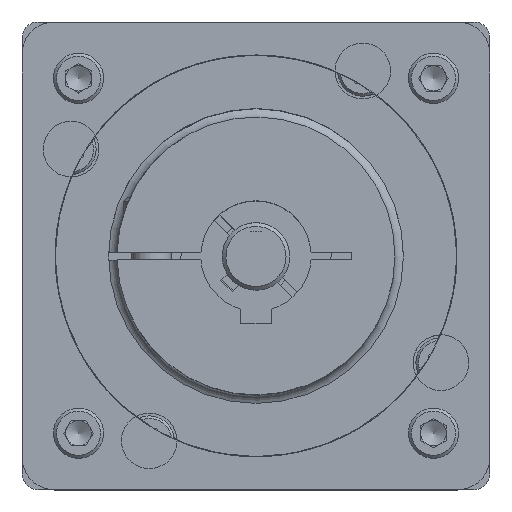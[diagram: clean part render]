
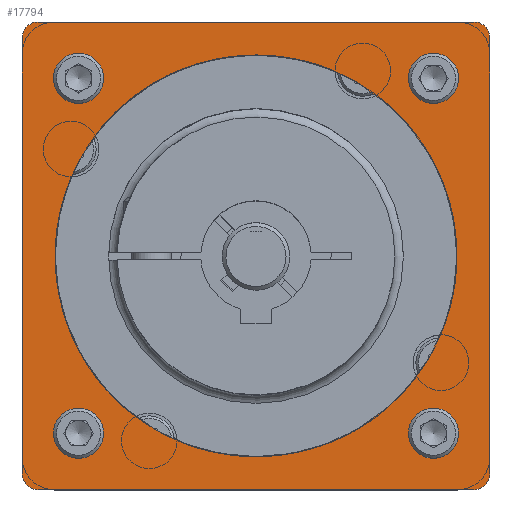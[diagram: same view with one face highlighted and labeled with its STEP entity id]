
A CAD part, top view. The second image highlights one B-rep face of the part: STEP entity #17794.
In plain terms, the highlighted planar face has unit normal (0, 0, 1).
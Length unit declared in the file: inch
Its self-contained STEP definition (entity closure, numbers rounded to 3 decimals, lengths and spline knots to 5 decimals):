
#191 = DIRECTION ( 'NONE',  ( 1., 0., 0. ) ) ;
#574 = DIRECTION ( 'NONE',  ( 0., 0., 1. ) ) ;
#594 = EDGE_CURVE ( 'NONE', #7389, #7389, #12335, .T. ) ;
#714 = DIRECTION ( 'NONE',  ( 1., 0., 0. ) ) ;
#885 = CARTESIAN_POINT ( 'NONE',  ( -1.70915, -1.70915, 6.3338 ) ) ;
#1008 = ORIENTED_EDGE ( 'NONE', *, *, #594, .F. ) ;
#1943 = CIRCLE ( 'NONE', #18968, 1.5748 ) ;
#2366 = CARTESIAN_POINT ( 'NONE',  ( -1.70915, 1.83415, 6.3338 ) ) ;
#2520 = CARTESIAN_POINT ( 'NONE',  ( -1.26634, -1.39194, 6.3338 ) ) ;
#3533 = CARTESIAN_POINT ( 'NONE',  ( -1.83415, 1.70915, 6.3338 ) ) ;
#3718 = CIRCLE ( 'NONE', #26385, 0.125 ) ;
#3849 = FACE_BOUND ( 'NONE', #11469, .T. ) ;
#4123 = CARTESIAN_POINT ( 'NONE',  ( 1.83415, -1.70915, 6.3338 ) ) ;
#4463 = DIRECTION ( 'NONE',  ( 0., 0., 1. ) ) ;
#5290 = EDGE_CURVE ( 'NONE', #13783, #6680, #21539, .T. ) ;
#5302 = CARTESIAN_POINT ( 'NONE',  ( -1.70915, -1.70915, 6.3338 ) ) ;
#5628 = VERTEX_POINT ( 'NONE', #11958 ) ;
#5645 = ORIENTED_EDGE ( 'NONE', *, *, #19903, .F. ) ;
#5669 = DIRECTION ( 'NONE',  ( 0., 0., 1. ) ) ;
#6222 = ORIENTED_EDGE ( 'NONE', *, *, #17432, .T. ) ;
#6616 = FACE_BOUND ( 'NONE', #38175, .T. ) ;
#6665 = DIRECTION ( 'NONE',  ( 1., 0., 0. ) ) ;
#6680 = VERTEX_POINT ( 'NONE', #38766 ) ;
#6811 = CARTESIAN_POINT ( 'NONE',  ( 1.51754, -1.39194, 6.3338 ) ) ;
#6889 = DIRECTION ( 'NONE',  ( 0., 0., 1. ) ) ;
#6961 = CARTESIAN_POINT ( 'NONE',  ( 1.70915, -1.70915, 6.3338 ) ) ;
#7001 = FACE_BOUND ( 'NONE', #37307, .T. ) ;
#7389 = VERTEX_POINT ( 'NONE', #6811 ) ;
#7720 = CARTESIAN_POINT ( 'NONE',  ( 1.70915, 1.83415, 6.3338 ) ) ;
#7915 = DIRECTION ( 'NONE',  ( -1., 0., 0. ) ) ;
#8043 = VERTEX_POINT ( 'NONE', #2366 ) ;
#8096 = LINE ( 'NONE', #7720, #34537 ) ;
#8439 = ORIENTED_EDGE ( 'NONE', *, *, #10578, .T. ) ;
#8722 = EDGE_CURVE ( 'NONE', #31651, #13783, #12821, .T. ) ;
#8808 = EDGE_CURVE ( 'NONE', #24297, #25312, #24834, .T. ) ;
#9559 = AXIS2_PLACEMENT_3D ( 'NONE', #5302, #5669, #26600 ) ;
#10405 = DIRECTION ( 'NONE',  ( 0., 0., 1. ) ) ;
#10447 = DIRECTION ( 'NONE',  ( 1., 0., 0. ) ) ;
#10578 = EDGE_CURVE ( 'NONE', #25312, #21444, #3718, .T. ) ;
#10729 = EDGE_CURVE ( 'NONE', #12267, #24297, #24490, .T. ) ;
#11295 = AXIS2_PLACEMENT_3D ( 'NONE', #6961, #13099, #24718 ) ;
#11376 = LINE ( 'NONE', #23404, #21758 ) ;
#11469 = EDGE_LOOP ( 'NONE', ( #23882 ) ) ;
#11530 = DIRECTION ( 'NONE',  ( 1., 0., 0. ) ) ;
#11958 = CARTESIAN_POINT ( 'NONE',  ( 1.5748, 0., 6.3338 ) ) ;
#12143 = ORIENTED_EDGE ( 'NONE', *, *, #31752, .T. ) ;
#12267 = VERTEX_POINT ( 'NONE', #19753 ) ;
#12335 = CIRCLE ( 'NONE', #17383, 0.1256 ) ;
#12821 = LINE ( 'NONE', #3533, #30962 ) ;
#13099 = DIRECTION ( 'NONE',  ( 0., 0., 1. ) ) ;
#13783 = VERTEX_POINT ( 'NONE', #30735 ) ;
#14580 = VERTEX_POINT ( 'NONE', #2520 ) ;
#15159 = VERTEX_POINT ( 'NONE', #30507 ) ;
#15781 = EDGE_LOOP ( 'NONE', ( #1008 ) ) ;
#16099 = FACE_OUTER_BOUND ( 'NONE', #26983, .T. ) ;
#16280 = EDGE_CURVE ( 'NONE', #14580, #14580, #35513, .T. ) ;
#16874 = ORIENTED_EDGE ( 'NONE', *, *, #10729, .T. ) ;
#17074 = ORIENTED_EDGE ( 'NONE', *, *, #31787, .F. ) ;
#17383 = AXIS2_PLACEMENT_3D ( 'NONE', #21110, #33119, #35890 ) ;
#17432 = EDGE_CURVE ( 'NONE', #6680, #12267, #11376, .T. ) ;
#17794 = ADVANCED_FACE ( 'NONE', ( #7001, #33649, #30864, #3849, #6616, #16099 ), #27906, .T. ) ;
#18182 = ORIENTED_EDGE ( 'NONE', *, *, #5290, .T. ) ;
#18337 = DIRECTION ( 'NONE',  ( 0., -1., 0. ) ) ;
#18639 = ORIENTED_EDGE ( 'NONE', *, *, #16280, .F. ) ;
#18661 = DIRECTION ( 'NONE',  ( 0., 0., 1. ) ) ;
#18968 = AXIS2_PLACEMENT_3D ( 'NONE', #27801, #574, #10447 ) ;
#19015 = EDGE_CURVE ( 'NONE', #20497, #20497, #34194, .T. ) ;
#19753 = CARTESIAN_POINT ( 'NONE',  ( 1.70915, -1.83415, 6.3338 ) ) ;
#19903 = EDGE_CURVE ( 'NONE', #15159, #15159, #20409, .T. ) ;
#20409 = CIRCLE ( 'NONE', #22934, 0.1256 ) ;
#20461 = DIRECTION ( 'NONE',  ( 1., 0., 0. ) ) ;
#20497 = VERTEX_POINT ( 'NONE', #28765 ) ;
#20885 = AXIS2_PLACEMENT_3D ( 'NONE', #30161, #29973, #191 ) ;
#21110 = CARTESIAN_POINT ( 'NONE',  ( 1.39194, -1.39194, 6.3338 ) ) ;
#21444 = VERTEX_POINT ( 'NONE', #33491 ) ;
#21539 = CIRCLE ( 'NONE', #9559, 0.125 ) ;
#21758 = VECTOR ( 'NONE', #20461, 39.37008 ) ;
#22054 = CARTESIAN_POINT ( 'NONE',  ( -1.39194, -1.39194, 6.3338 ) ) ;
#22934 = AXIS2_PLACEMENT_3D ( 'NONE', #36881, #6889, #34111 ) ;
#23404 = CARTESIAN_POINT ( 'NONE',  ( -1.70915, -1.83415, 6.3338 ) ) ;
#23882 = ORIENTED_EDGE ( 'NONE', *, *, #19015, .F. ) ;
#24297 = VERTEX_POINT ( 'NONE', #30005 ) ;
#24490 = CIRCLE ( 'NONE', #11295, 0.125 ) ;
#24718 = DIRECTION ( 'NONE',  ( 1., 0., 0. ) ) ;
#24834 = LINE ( 'NONE', #4123, #28290 ) ;
#24950 = DIRECTION ( 'NONE',  ( 1., 0., 0. ) ) ;
#25217 = DIRECTION ( 'NONE',  ( 0., 1., 0. ) ) ;
#25312 = VERTEX_POINT ( 'NONE', #29244 ) ;
#25382 = AXIS2_PLACEMENT_3D ( 'NONE', #28132, #4463, #714 ) ;
#26087 = ORIENTED_EDGE ( 'NONE', *, *, #27855, .T. ) ;
#26385 = AXIS2_PLACEMENT_3D ( 'NONE', #35596, #38747, #11530 ) ;
#26600 = DIRECTION ( 'NONE',  ( 1., 0., 0. ) ) ;
#26983 = EDGE_LOOP ( 'NONE', ( #18182, #6222, #16874, #34039, #8439, #26087, #12143, #33258 ) ) ;
#27801 = CARTESIAN_POINT ( 'NONE',  ( 0., 0., 6.3338 ) ) ;
#27855 = EDGE_CURVE ( 'NONE', #21444, #8043, #8096, .T. ) ;
#27906 = PLANE ( 'NONE',  #30395 ) ;
#27958 = AXIS2_PLACEMENT_3D ( 'NONE', #22054, #10405, #6665 ) ;
#28132 = CARTESIAN_POINT ( 'NONE',  ( -1.39194, 1.39194, 6.3338 ) ) ;
#28290 = VECTOR ( 'NONE', #25217, 39.37008 ) ;
#28765 = CARTESIAN_POINT ( 'NONE',  ( -1.26634, 1.39194, 6.3338 ) ) ;
#29244 = CARTESIAN_POINT ( 'NONE',  ( 1.83415, 1.70915, 6.3338 ) ) ;
#29973 = DIRECTION ( 'NONE',  ( 0., 0., 1. ) ) ;
#30005 = CARTESIAN_POINT ( 'NONE',  ( 1.83415, -1.70915, 6.3338 ) ) ;
#30161 = CARTESIAN_POINT ( 'NONE',  ( -1.70915, 1.70915, 6.3338 ) ) ;
#30395 = AXIS2_PLACEMENT_3D ( 'NONE', #885, #18661, #24950 ) ;
#30507 = CARTESIAN_POINT ( 'NONE',  ( 1.51754, 1.39194, 6.3338 ) ) ;
#30735 = CARTESIAN_POINT ( 'NONE',  ( -1.83415, -1.70915, 6.3338 ) ) ;
#30864 = FACE_BOUND ( 'NONE', #37388, .T. ) ;
#30962 = VECTOR ( 'NONE', #18337, 39.37008 ) ;
#31651 = VERTEX_POINT ( 'NONE', #33143 ) ;
#31752 = EDGE_CURVE ( 'NONE', #8043, #31651, #32834, .T. ) ;
#31787 = EDGE_CURVE ( 'NONE', #5628, #5628, #1943, .T. ) ;
#32834 = CIRCLE ( 'NONE', #20885, 0.125 ) ;
#33119 = DIRECTION ( 'NONE',  ( 0., 0., 1. ) ) ;
#33143 = CARTESIAN_POINT ( 'NONE',  ( -1.83415, 1.70915, 6.3338 ) ) ;
#33258 = ORIENTED_EDGE ( 'NONE', *, *, #8722, .T. ) ;
#33491 = CARTESIAN_POINT ( 'NONE',  ( 1.70915, 1.83415, 6.3338 ) ) ;
#33649 = FACE_BOUND ( 'NONE', #15781, .T. ) ;
#34039 = ORIENTED_EDGE ( 'NONE', *, *, #8808, .T. ) ;
#34111 = DIRECTION ( 'NONE',  ( 1., 0., 0. ) ) ;
#34194 = CIRCLE ( 'NONE', #25382, 0.1256 ) ;
#34537 = VECTOR ( 'NONE', #7915, 39.37008 ) ;
#35513 = CIRCLE ( 'NONE', #27958, 0.1256 ) ;
#35596 = CARTESIAN_POINT ( 'NONE',  ( 1.70915, 1.70915, 6.3338 ) ) ;
#35890 = DIRECTION ( 'NONE',  ( 1., 0., 0. ) ) ;
#36881 = CARTESIAN_POINT ( 'NONE',  ( 1.39194, 1.39194, 6.3338 ) ) ;
#37307 = EDGE_LOOP ( 'NONE', ( #5645 ) ) ;
#37388 = EDGE_LOOP ( 'NONE', ( #18639 ) ) ;
#38175 = EDGE_LOOP ( 'NONE', ( #17074 ) ) ;
#38747 = DIRECTION ( 'NONE',  ( 0., 0., 1. ) ) ;
#38766 = CARTESIAN_POINT ( 'NONE',  ( -1.70915, -1.83415, 6.3338 ) ) ;
